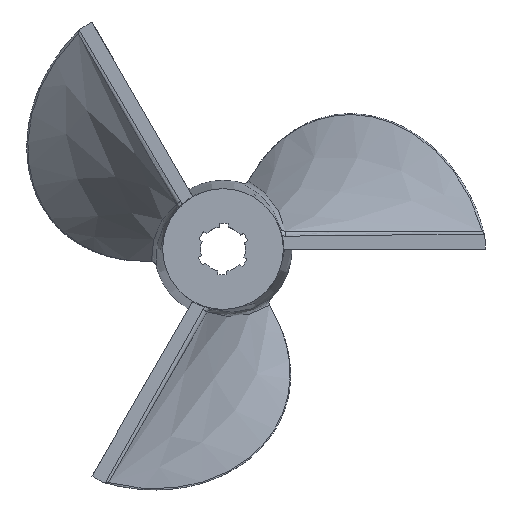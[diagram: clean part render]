
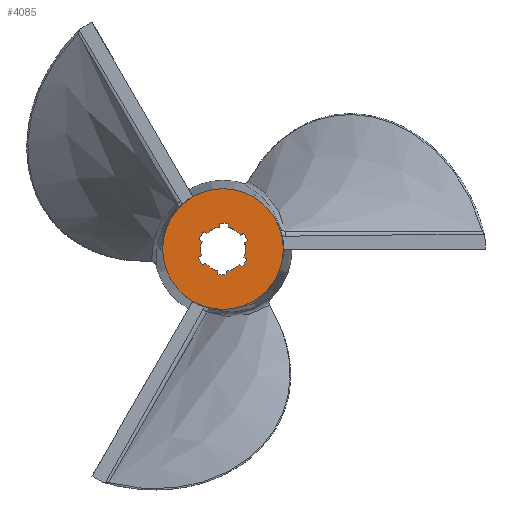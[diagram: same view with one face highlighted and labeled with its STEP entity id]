
A CAD part, top view. The second image highlights one B-rep face of the part: STEP entity #4085.
In plain terms, the highlighted planar face has unit normal (0, 0, 1).
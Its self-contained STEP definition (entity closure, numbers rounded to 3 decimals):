
#2407=CARTESIAN_POINT('',(7.696,0.0,0.694));
#2408=VERTEX_POINT('',#2407);
#2409=CARTESIAN_POINT('',(0.0,0.0,0.694));
#2410=DIRECTION('',(0.0,0.0,1.0));
#2411=DIRECTION('',(1.0,0.0,0.0));
#2412=AXIS2_PLACEMENT_3D('',#2409,#2410,#2411);
#2413=CIRCLE('',#2412,7.696);
#2414=EDGE_CURVE('',#2408,#2408,#2413,.T.);
#3022=CARTESIAN_POINT('',(3.054,-1.265,0.694));
#3023=VERTEX_POINT('',#3022);
#3039=CARTESIAN_POINT('',(2.468,-2.198,0.694));
#3040=VERTEX_POINT('',#3039);
#3047=CARTESIAN_POINT('',(0.0,0.0,0.694));
#3048=DIRECTION('',(0.0,0.0,1.0));
#3049=DIRECTION('',(1.0,0.0,0.0));
#3050=AXIS2_PLACEMENT_3D('',#3047,#3048,#3049);
#3051=CIRCLE('',#3050,3.305);
#3052=EDGE_CURVE('',#3040,#3023,#3051,.T.);
#3064=CARTESIAN_POINT('',(3.138,1.038,0.694));
#3065=VERTEX_POINT('',#3064);
#3072=CARTESIAN_POINT('',(2.622,2.012,0.694));
#3073=VERTEX_POINT('',#3072);
#3074=CARTESIAN_POINT('',(0.0,0.0,0.694));
#3075=DIRECTION('',(0.0,0.0,1.0));
#3076=DIRECTION('',(1.0,0.0,0.0));
#3077=AXIS2_PLACEMENT_3D('',#3074,#3075,#3076);
#3078=CIRCLE('',#3077,3.305);
#3079=EDGE_CURVE('',#3065,#3073,#3078,.T.);
#3106=CARTESIAN_POINT('',(0.67,3.237,0.694));
#3107=VERTEX_POINT('',#3106);
#3114=CARTESIAN_POINT('',(-0.431,3.277,0.694));
#3115=VERTEX_POINT('',#3114);
#3116=CARTESIAN_POINT('',(0.0,0.0,0.694));
#3117=DIRECTION('',(0.0,0.0,1.0));
#3118=DIRECTION('',(1.0,0.0,0.0));
#3119=AXIS2_PLACEMENT_3D('',#3116,#3117,#3118);
#3120=CIRCLE('',#3119,3.305);
#3121=EDGE_CURVE('',#3107,#3115,#3120,.T.);
#3148=CARTESIAN_POINT('',(-2.468,2.198,0.694));
#3149=VERTEX_POINT('',#3148);
#3156=CARTESIAN_POINT('',(-3.054,1.265,0.694));
#3157=VERTEX_POINT('',#3156);
#3158=CARTESIAN_POINT('',(0.0,0.0,0.694));
#3159=DIRECTION('',(0.0,0.0,1.0));
#3160=DIRECTION('',(1.0,0.0,0.0));
#3161=AXIS2_PLACEMENT_3D('',#3158,#3159,#3160);
#3162=CIRCLE('',#3161,3.305);
#3163=EDGE_CURVE('',#3149,#3157,#3162,.T.);
#3190=CARTESIAN_POINT('',(-3.138,-1.038,0.694));
#3191=VERTEX_POINT('',#3190);
#3198=CARTESIAN_POINT('',(-2.622,-2.012,0.694));
#3199=VERTEX_POINT('',#3198);
#3200=CARTESIAN_POINT('',(0.0,0.0,0.694));
#3201=DIRECTION('',(0.0,0.0,1.0));
#3202=DIRECTION('',(1.0,0.0,0.0));
#3203=AXIS2_PLACEMENT_3D('',#3200,#3201,#3202);
#3204=CIRCLE('',#3203,3.305);
#3205=EDGE_CURVE('',#3191,#3199,#3204,.T.);
#3232=CARTESIAN_POINT('',(-0.67,-3.237,0.694));
#3233=VERTEX_POINT('',#3232);
#3240=CARTESIAN_POINT('',(0.431,-3.277,0.694));
#3241=VERTEX_POINT('',#3240);
#3242=CARTESIAN_POINT('',(0.0,0.0,0.694));
#3243=DIRECTION('',(0.0,0.0,1.0));
#3244=DIRECTION('',(1.0,0.0,0.0));
#3245=AXIS2_PLACEMENT_3D('',#3242,#3243,#3244);
#3246=CIRCLE('',#3245,3.305);
#3247=EDGE_CURVE('',#3233,#3241,#3246,.T.);
#3534=CARTESIAN_POINT('',(2.742,0.829,0.694));
#3535=VERTEX_POINT('',#3534);
#3543=CARTESIAN_POINT('',(2.674,-1.027,0.694));
#3544=VERTEX_POINT('',#3543);
#3551=CARTESIAN_POINT('',(0.,0.,0.694));
#3552=DIRECTION('',(0.0,0.0,1.0));
#3553=DIRECTION('',(1.0,0.0,0.0));
#3554=AXIS2_PLACEMENT_3D('',#3551,#3552,#3553);
#3555=CIRCLE('',#3554,2.864);
#3556=EDGE_CURVE('',#3544,#3535,#3555,.T.);
#3569=CARTESIAN_POINT('',(2.742,0.829,0.694));
#3570=DIRECTION('',(0.884,0.468,0.0));
#3571=VECTOR('',#3570,0.448);
#3572=LINE('',#3569,#3571);
#3573=EDGE_CURVE('',#3535,#3065,#3572,.T.);
#3586=CARTESIAN_POINT('',(3.054,-1.265,0.694));
#3587=DIRECTION('',(-0.847,0.531,0.0));
#3588=VECTOR('',#3587,0.448);
#3589=LINE('',#3586,#3588);
#3590=EDGE_CURVE('',#3023,#3544,#3589,.T.);
#3600=CARTESIAN_POINT('',(0.653,2.789,0.694));
#3601=VERTEX_POINT('',#3600);
#3609=CARTESIAN_POINT('',(2.226,1.802,0.694));
#3610=VERTEX_POINT('',#3609);
#3617=CARTESIAN_POINT('',(0.,0.,0.694));
#3618=DIRECTION('',(0.0,0.0,1.0));
#3619=DIRECTION('',(1.0,0.0,0.0));
#3620=AXIS2_PLACEMENT_3D('',#3617,#3618,#3619);
#3621=CIRCLE('',#3620,2.864);
#3622=EDGE_CURVE('',#3610,#3601,#3621,.T.);
#3635=CARTESIAN_POINT('',(0.653,2.789,0.694));
#3636=DIRECTION('',(0.037,0.999,0.0));
#3637=VECTOR('',#3636,0.448);
#3638=LINE('',#3635,#3637);
#3639=EDGE_CURVE('',#3601,#3107,#3638,.T.);
#3652=CARTESIAN_POINT('',(2.622,2.012,0.694));
#3653=DIRECTION('',(-0.884,-0.468,0.0));
#3654=VECTOR('',#3653,0.448);
#3655=LINE('',#3652,#3654);
#3656=EDGE_CURVE('',#3073,#3610,#3655,.T.);
#3666=CARTESIAN_POINT('',(-2.089,1.96,0.694));
#3667=VERTEX_POINT('',#3666);
#3675=CARTESIAN_POINT('',(-0.448,2.829,0.694));
#3676=VERTEX_POINT('',#3675);
#3683=CARTESIAN_POINT('',(0.,0.,0.694));
#3684=DIRECTION('',(0.0,0.0,1.0));
#3685=DIRECTION('',(1.0,0.0,0.0));
#3686=AXIS2_PLACEMENT_3D('',#3683,#3684,#3685);
#3687=CIRCLE('',#3686,2.864);
#3688=EDGE_CURVE('',#3676,#3667,#3687,.T.);
#3701=CARTESIAN_POINT('',(-2.089,1.96,0.694));
#3702=DIRECTION('',(-0.847,0.531,0.0));
#3703=VECTOR('',#3702,0.448);
#3704=LINE('',#3701,#3703);
#3705=EDGE_CURVE('',#3667,#3149,#3704,.T.);
#3718=CARTESIAN_POINT('',(-0.431,3.277,0.694));
#3719=DIRECTION('',(-0.037,-0.999,0.0));
#3720=VECTOR('',#3719,0.448);
#3721=LINE('',#3718,#3720);
#3722=EDGE_CURVE('',#3115,#3676,#3721,.T.);
#3732=CARTESIAN_POINT('',(-2.742,-0.829,0.694));
#3733=VERTEX_POINT('',#3732);
#3741=CARTESIAN_POINT('',(-2.674,1.027,0.694));
#3742=VERTEX_POINT('',#3741);
#3749=CARTESIAN_POINT('',(0.,0.,0.694));
#3750=DIRECTION('',(0.0,0.0,1.0));
#3751=DIRECTION('',(1.0,0.0,0.0));
#3752=AXIS2_PLACEMENT_3D('',#3749,#3750,#3751);
#3753=CIRCLE('',#3752,2.864);
#3754=EDGE_CURVE('',#3742,#3733,#3753,.T.);
#3767=CARTESIAN_POINT('',(-2.742,-0.829,0.694));
#3768=DIRECTION('',(-0.884,-0.468,0.0));
#3769=VECTOR('',#3768,0.448);
#3770=LINE('',#3767,#3769);
#3771=EDGE_CURVE('',#3733,#3191,#3770,.T.);
#3784=CARTESIAN_POINT('',(-3.054,1.265,0.694));
#3785=DIRECTION('',(0.847,-0.531,0.0));
#3786=VECTOR('',#3785,0.448);
#3787=LINE('',#3784,#3786);
#3788=EDGE_CURVE('',#3157,#3742,#3787,.T.);
#3798=CARTESIAN_POINT('',(-0.653,-2.789,0.694));
#3799=VERTEX_POINT('',#3798);
#3807=CARTESIAN_POINT('',(-2.226,-1.802,0.694));
#3808=VERTEX_POINT('',#3807);
#3815=CARTESIAN_POINT('',(0.,0.,0.694));
#3816=DIRECTION('',(0.0,0.0,1.0));
#3817=DIRECTION('',(1.0,0.0,0.0));
#3818=AXIS2_PLACEMENT_3D('',#3815,#3816,#3817);
#3819=CIRCLE('',#3818,2.864);
#3820=EDGE_CURVE('',#3808,#3799,#3819,.T.);
#3833=CARTESIAN_POINT('',(-0.653,-2.789,0.694));
#3834=DIRECTION('',(-0.037,-0.999,0.0));
#3835=VECTOR('',#3834,0.448);
#3836=LINE('',#3833,#3835);
#3837=EDGE_CURVE('',#3799,#3233,#3836,.T.);
#3850=CARTESIAN_POINT('',(-2.622,-2.012,0.694));
#3851=DIRECTION('',(0.884,0.468,0.0));
#3852=VECTOR('',#3851,0.448);
#3853=LINE('',#3850,#3852);
#3854=EDGE_CURVE('',#3199,#3808,#3853,.T.);
#3864=CARTESIAN_POINT('',(0.448,-2.829,0.694));
#3865=VERTEX_POINT('',#3864);
#3874=CARTESIAN_POINT('',(0.431,-3.277,0.694));
#3875=DIRECTION('',(0.037,0.999,0.0));
#3876=VECTOR('',#3875,0.448);
#3877=LINE('',#3874,#3876);
#3878=EDGE_CURVE('',#3241,#3865,#3877,.T.);
#3888=CARTESIAN_POINT('',(2.089,-1.96,0.694));
#3889=VERTEX_POINT('',#3888);
#3898=CARTESIAN_POINT('',(0.,0.,0.694));
#3899=DIRECTION('',(0.0,0.0,1.0));
#3900=DIRECTION('',(1.0,0.0,0.0));
#3901=AXIS2_PLACEMENT_3D('',#3898,#3899,#3900);
#3902=CIRCLE('',#3901,2.864);
#3903=EDGE_CURVE('',#3865,#3889,#3902,.T.);
#3916=CARTESIAN_POINT('',(2.089,-1.96,0.694));
#3917=DIRECTION('',(0.847,-0.531,0.0));
#3918=VECTOR('',#3917,0.448);
#3919=LINE('',#3916,#3918);
#3920=EDGE_CURVE('',#3889,#3040,#3919,.T.);
#4051=CARTESIAN_POINT('',(0.0,0.0,0.694));
#4052=DIRECTION('',(0.0,0.0,1.0));
#4053=DIRECTION('',(1.0,0.0,0.0));
#4054=AXIS2_PLACEMENT_3D('',#4051,#4052,#4053);
#4055=PLANE('',#4054);
#4056=ORIENTED_EDGE('',*,*,#2414,.T.);
#4057=EDGE_LOOP('',(#4056));
#4058=FACE_OUTER_BOUND('',#4057,.T.);
#4059=ORIENTED_EDGE('',*,*,#3163,.F.);
#4060=ORIENTED_EDGE('',*,*,#3705,.F.);
#4061=ORIENTED_EDGE('',*,*,#3688,.F.);
#4062=ORIENTED_EDGE('',*,*,#3722,.F.);
#4063=ORIENTED_EDGE('',*,*,#3121,.F.);
#4064=ORIENTED_EDGE('',*,*,#3639,.F.);
#4065=ORIENTED_EDGE('',*,*,#3622,.F.);
#4066=ORIENTED_EDGE('',*,*,#3656,.F.);
#4067=ORIENTED_EDGE('',*,*,#3079,.F.);
#4068=ORIENTED_EDGE('',*,*,#3573,.F.);
#4069=ORIENTED_EDGE('',*,*,#3556,.F.);
#4070=ORIENTED_EDGE('',*,*,#3590,.F.);
#4071=ORIENTED_EDGE('',*,*,#3052,.F.);
#4072=ORIENTED_EDGE('',*,*,#3920,.F.);
#4073=ORIENTED_EDGE('',*,*,#3903,.F.);
#4074=ORIENTED_EDGE('',*,*,#3878,.F.);
#4075=ORIENTED_EDGE('',*,*,#3247,.F.);
#4076=ORIENTED_EDGE('',*,*,#3837,.F.);
#4077=ORIENTED_EDGE('',*,*,#3820,.F.);
#4078=ORIENTED_EDGE('',*,*,#3854,.F.);
#4079=ORIENTED_EDGE('',*,*,#3205,.F.);
#4080=ORIENTED_EDGE('',*,*,#3771,.F.);
#4081=ORIENTED_EDGE('',*,*,#3754,.F.);
#4082=ORIENTED_EDGE('',*,*,#3788,.F.);
#4083=EDGE_LOOP('',(#4059,#4060,#4061,#4062,#4063,#4064,#4065,#4066,#4067,#4068,#4069,#4070,#4071,#4072,#4073,#4074,#4075,#4076,#4077,#4078,#4079,#4080,#4081,#4082));
#4084=FACE_BOUND('',#4083,.T.);
#4085=ADVANCED_FACE('',(#4058,#4084),#4055,.T.);
